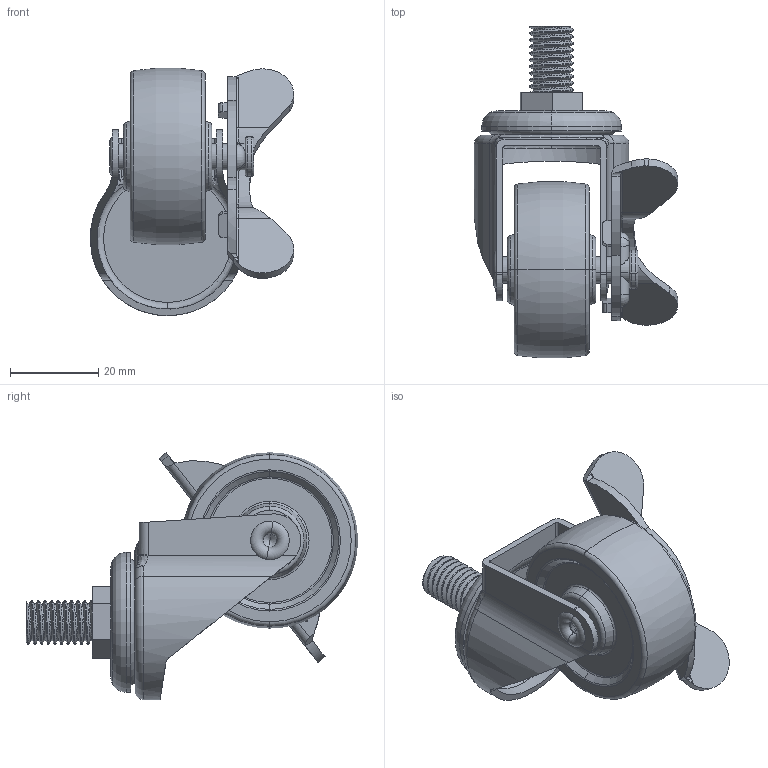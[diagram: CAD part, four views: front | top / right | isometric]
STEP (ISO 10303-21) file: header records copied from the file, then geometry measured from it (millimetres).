
FILE_DESCRIPTION (( 'STEP AP203' ), '1' );
FILE_NAME ('蹟伢M10X15.STEP', '2026-01-09T07:13:23', ( '' ), ( '' ), 'SwSTEP 2.0', 'SolidWorks 2021', '' );
FILE_SCHEMA (( 'CONFIG_CONTROL_DESIGN' ));
Length unit declared in the file: millimetre
Products named in the file (5): 1.5渡晦謫; 2渡怳啣_蕼偞; 蹟伢M10X15; 1.5渡25炵蹈魂雄殤; 輪子鉚釘_預設
Assembly tree (4 placements, depth 2):
  蹟伢M10X15
    1.5渡晦謫
    1.5渡25炵蹈魂雄殤
    輪子鉚釘_預設
    2渡怳啣_蕼偞
Bounding box: 46 x 75.07 x 55.94 mm (x, y, z)
Volume: 32185.5 mm3; surface area: 16604.8 mm2
Topology: 4 solids, 5 shells, 351 faces, 901 edges, 574 vertices
Faces by surface type: plane 143, cylinder 90, torus 60, bspline 46, cone 10, sphere 2
Entity records: 15870 total; most frequent: CARTESIAN_POINT 7262, ORIENTED_EDGE 1790, DIRECTION 1561, EDGE_CURVE 895, VERTEX_POINT 574, AXIS2_PLACEMENT_3D 558, LINE 445, VECTOR 445
